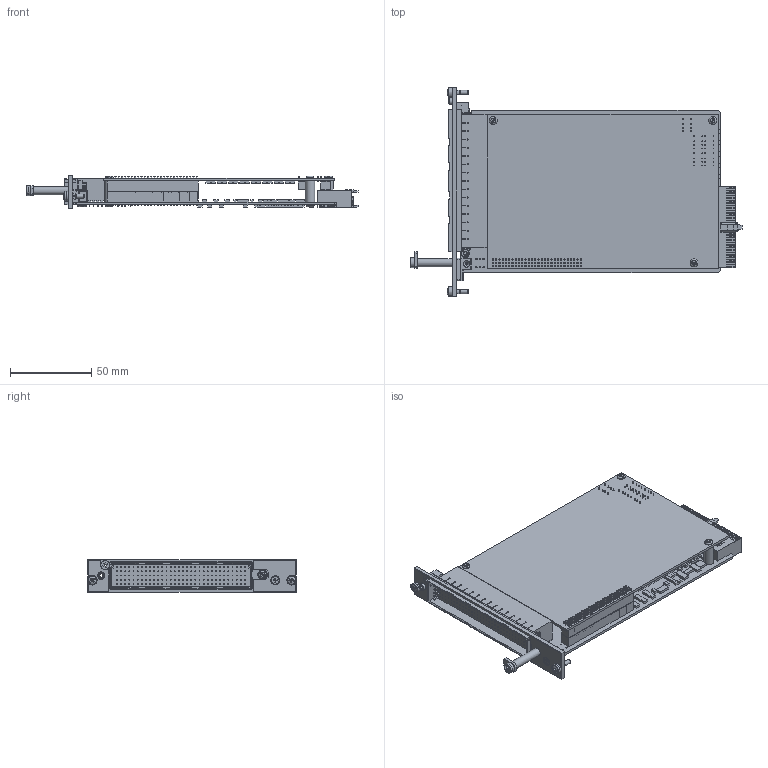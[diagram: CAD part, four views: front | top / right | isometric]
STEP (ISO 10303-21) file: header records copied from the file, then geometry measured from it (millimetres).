
FILE_DESCRIPTION (( 'STEP AP214' ), '1' );
FILE_NAME ('40-584-001-WH (without handle) PXI 128 x 2 matrix.STEP', '2013-09-02T11:28:06', ( 'admin' ), ( '' ), 'SwSTEP 2.0', 'SolidWorks 2012', '' );
FILE_SCHEMA (( 'AUTOMOTIVE_DESIGN' ));
Length unit declared in the file: millimetre
Products named in the file (1): 40-584-001-WH (without handle)  PXI 128 x 2 matrix
Bounding box: 204.43 x 128.65 x 19.9 mm (x, y, z)
Surface area: 89000.5 mm2 (no closed solid volume)
Topology: 0 solids, 476 shells, 2718 faces, 10916 edges, 8472 vertices
Faces by surface type: plane 2166, cylinder 431, cone 101, torus 17, sphere 3
Full cylindrical faces by diameter (mm): 0.4 x48, 0.5 x65, 0.6 x110, 0.75 x14, 0.8 x84, 1.1 x3, 2 x4, 2.05 x5, 2.5 x3, 2.7 x1, 3.08 x1, 4 x1, 4.6 x1, 4.7 x1, 4.85 x8, 5 x3, 5.3 x3, 5.5 x1, 5.85 x3, 6 x3
Entity records: 143645 total; most frequent: CARTESIAN_POINT 26794, DIRECTION 17178, ORIENTED_EDGE 14441, EDGE_CURVE 10370, VERTEX_POINT 8332, LINE 7856, VECTOR 7856, AXIS2_PLACEMENT_3D 4661
